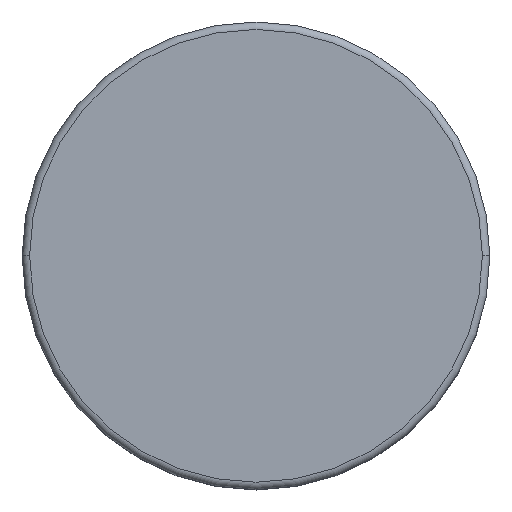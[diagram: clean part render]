
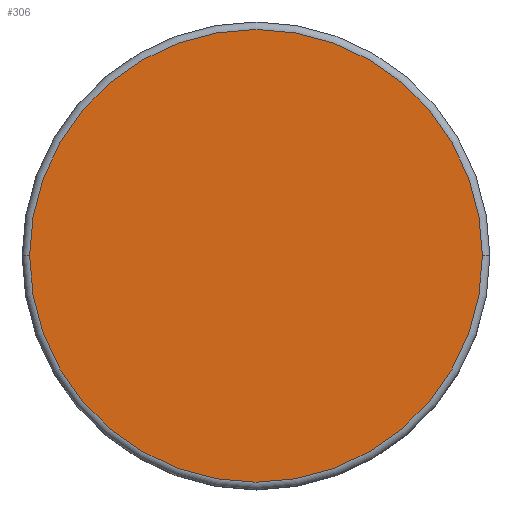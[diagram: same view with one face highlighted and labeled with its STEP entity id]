
A CAD part, top view. The second image highlights one B-rep face of the part: STEP entity #306.
In plain terms, the highlighted planar face has unit normal (0, 0, 1).
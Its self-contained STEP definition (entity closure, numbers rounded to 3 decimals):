
#13 = VERTEX_POINT ( 'NONE', #356 ) ;
#21 = VERTEX_POINT ( 'NONE', #407 ) ;
#24 = EDGE_CURVE ( 'NONE', #13, #21, #536, .T. ) ;
#305 = EDGE_LOOP ( 'NONE', ( #361, #348 ) ) ;
#306 = ADVANCED_FACE ( 'NONE', ( #1050 ), #1048, .F. ) ;
#348 = ORIENTED_EDGE ( 'NONE', *, *, #389, .F. ) ;
#356 = CARTESIAN_POINT ( 'NONE',  ( -12.1, 0., 42. ) ) ;
#361 = ORIENTED_EDGE ( 'NONE', *, *, #24, .F. ) ;
#389 = EDGE_CURVE ( 'NONE', #21, #13, #1126, .T. ) ;
#407 = CARTESIAN_POINT ( 'NONE',  ( 12.1, 0., 42. ) ) ;
#414 = CARTESIAN_POINT ( 'NONE',  ( 0., 0., 42. ) ) ;
#477 = AXIS2_PLACEMENT_3D ( 'NONE', #414, #539, #540 ) ;
#536 = CIRCLE ( 'NONE', #477, 12.1 ) ;
#539 = DIRECTION ( 'NONE',  ( 0., 0., -1. ) ) ;
#540 = DIRECTION ( 'NONE',  ( -1., 0., 0. ) ) ;
#939 = DIRECTION ( 'NONE',  ( -1., 0., 0. ) ) ;
#940 = DIRECTION ( 'NONE',  ( 0., 0., -1. ) ) ;
#941 = CARTESIAN_POINT ( 'NONE',  ( 0., 0., 42. ) ) ;
#1023 = AXIS2_PLACEMENT_3D ( 'NONE', #941, #940, #939 ) ;
#1048 = PLANE ( 'NONE',  #1023 ) ;
#1050 = FACE_OUTER_BOUND ( 'NONE', #305, .T. ) ;
#1126 = CIRCLE ( 'NONE', #1181, 12.1 ) ;
#1164 = DIRECTION ( 'NONE',  ( -1., 0., 0. ) ) ;
#1165 = DIRECTION ( 'NONE',  ( 0., 0., -1. ) ) ;
#1168 = CARTESIAN_POINT ( 'NONE',  ( 0., 0., 42. ) ) ;
#1181 = AXIS2_PLACEMENT_3D ( 'NONE', #1168, #1165, #1164 ) ;
